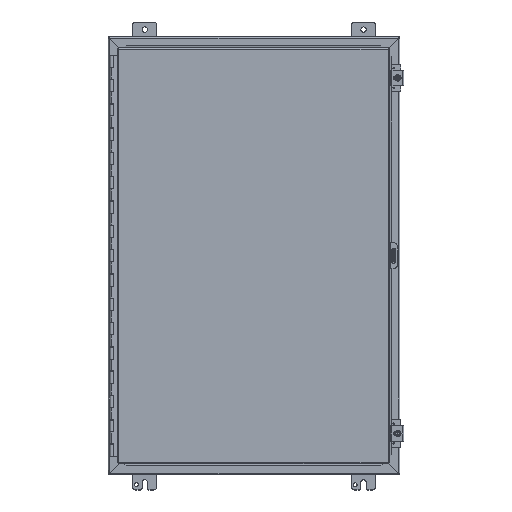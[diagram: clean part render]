
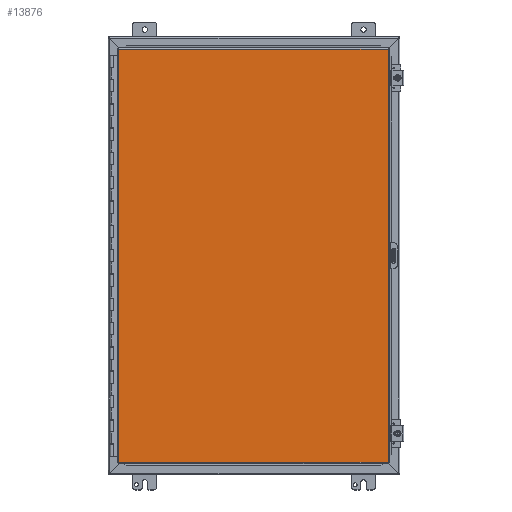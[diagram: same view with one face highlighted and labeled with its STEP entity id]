
A CAD part, top view. The second image highlights one B-rep face of the part: STEP entity #13876.
In plain terms, the highlighted face is planar.
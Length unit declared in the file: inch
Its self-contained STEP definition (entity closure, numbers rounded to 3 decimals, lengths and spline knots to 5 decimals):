
#13033=CARTESIAN_POINT('',(-11.08225,-16.9885,0.));
#13034=VERTEX_POINT('',#13033);
#13045=CARTESIAN_POINT('',(11.08225,-16.9885,0.));
#13046=VERTEX_POINT('',#13045);
#13047=CARTESIAN_POINT('',(11.08225,-16.9885,0.0));
#13048=DIRECTION('',(-1.0,0.0,0.0));
#13049=VECTOR('',#13048,22.1645);
#13050=LINE('',#13047,#13049);
#13051=EDGE_CURVE('',#13046,#13034,#13050,.T.);
#13167=CARTESIAN_POINT('',(-11.08225,16.9885,0.));
#13168=VERTEX_POINT('',#13167);
#13266=CARTESIAN_POINT('',(11.08225,16.9885,0.));
#13267=VERTEX_POINT('',#13266);
#13278=CARTESIAN_POINT('',(-11.08225,16.9885,0.0));
#13279=DIRECTION('',(1.0,0.0,0.0));
#13280=VECTOR('',#13279,22.1645);
#13281=LINE('',#13278,#13280);
#13282=EDGE_CURVE('',#13168,#13267,#13281,.T.);
#13587=CARTESIAN_POINT('',(-11.08225,-16.9885,0.0));
#13588=DIRECTION('',(0.0,1.0,0.0));
#13589=VECTOR('',#13588,33.977);
#13590=LINE('',#13587,#13589);
#13591=EDGE_CURVE('',#13034,#13168,#13590,.T.);
#13681=CARTESIAN_POINT('',(11.08225,16.9885,0.0));
#13682=DIRECTION('',(0.0,-1.0,0.0));
#13683=VECTOR('',#13682,33.977);
#13684=LINE('',#13681,#13683);
#13685=EDGE_CURVE('',#13267,#13046,#13684,.T.);
#13865=CARTESIAN_POINT('',(0.,0.,0.0));
#13866=DIRECTION('',(0.0,0.0,1.0));
#13867=DIRECTION('',(1.0,0.0,0.0));
#13868=AXIS2_PLACEMENT_3D('',#13865,#13866,#13867);
#13869=PLANE('',#13868);
#13870=ORIENTED_EDGE('',*,*,#13591,.T.);
#13871=ORIENTED_EDGE('',*,*,#13282,.T.);
#13872=ORIENTED_EDGE('',*,*,#13685,.T.);
#13873=ORIENTED_EDGE('',*,*,#13051,.T.);
#13874=EDGE_LOOP('',(#13870,#13871,#13872,#13873));
#13875=FACE_OUTER_BOUND('',#13874,.T.);
#13876=ADVANCED_FACE('',(#13875),#13869,.F.);
